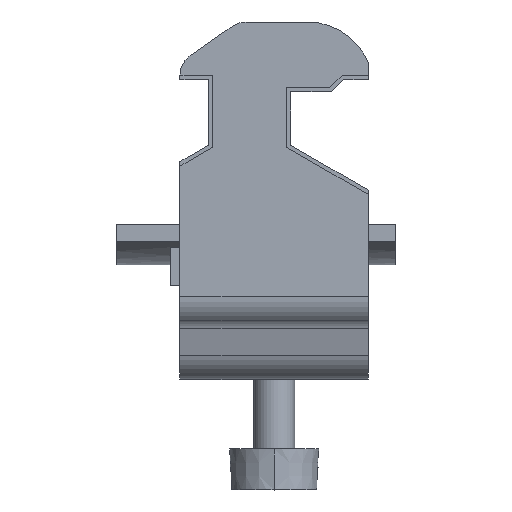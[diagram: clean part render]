
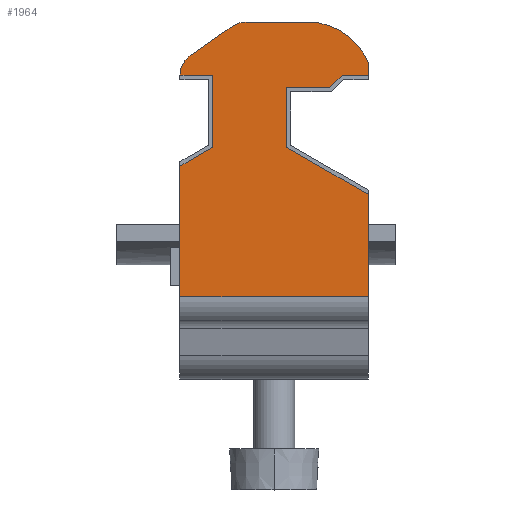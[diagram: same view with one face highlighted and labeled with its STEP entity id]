
A CAD part, top view. The second image highlights one B-rep face of the part: STEP entity #1964.
In plain terms, the highlighted planar face has unit normal (0, 0, 1).
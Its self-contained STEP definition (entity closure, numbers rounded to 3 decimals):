
#598=DIRECTION('',(0.,1.,0.));
#599=VECTOR('',#598,12.464);
#600=CARTESIAN_POINT('',(33.895,-34.418,-61.25));
#601=LINE('',#600,#599);
#884=CARTESIAN_POINT('',(13.895,-7.453,-61.25));
#885=DIRECTION('',(0.,0.,1.));
#886=DIRECTION('',(-0.574,0.819,0.));
#887=AXIS2_PLACEMENT_3D('',#884,#885,#886);
#889=DIRECTION('',(-0.819,-0.574,0.));
#890=VECTOR('',#889,6.21);
#891=CARTESIAN_POINT('',(17.261,-1.434,-61.25));
#892=LINE('',#891,#890);
#893=CARTESIAN_POINT('',(18.982,-3.891,-61.25));
#894=DIRECTION('',(0.,0.,1.));
#895=DIRECTION('',(0.,1.,0.));
#896=AXIS2_PLACEMENT_3D('',#893,#894,#895);
#898=CARTESIAN_POINT('',(26.479,-8.891,-61.25));
#899=DIRECTION('',(0.,0.,1.));
#900=DIRECTION('',(0.927,0.375,0.));
#901=AXIS2_PLACEMENT_3D('',#898,#899,#900);
#903=DIRECTION('',(0.707,0.707,0.));
#904=VECTOR('',#903,2.121);
#905=CARTESIAN_POINT('',(29.188,-8.891,-61.25));
#906=LINE('',#905,#904);
#907=DIRECTION('',(-1.,0.,0.));
#908=VECTOR('',#907,23.);
#909=CARTESIAN_POINT('',(33.895,-34.418,-61.25));
#910=LINE('',#909,#908);
#911=DIRECTION('',(0.,1.,0.));
#912=VECTOR('',#911,15.928);
#913=CARTESIAN_POINT('',(10.895,-34.418,-61.25));
#914=LINE('',#913,#912);
#954=DIRECTION('',(1.,0.,0.));
#955=VECTOR('',#954,3.999);
#956=CARTESIAN_POINT('',(10.896,-7.391,-61.25));
#957=LINE('',#956,#955);
#970=DIRECTION('',(0.,-1.,0.));
#971=VECTOR('',#970,8.789);
#972=CARTESIAN_POINT('',(14.895,-7.391,-61.25));
#973=LINE('',#972,#971);
#986=DIRECTION('',(-0.866,-0.5,0.));
#987=VECTOR('',#986,4.619);
#988=CARTESIAN_POINT('',(14.895,-16.18,-61.25));
#989=LINE('',#988,#987);
#1020=DIRECTION('',(-0.866,0.5,0.));
#1021=VECTOR('',#1020,11.547);
#1022=CARTESIAN_POINT('',(33.895,-21.953,
-61.25));
#1023=LINE('',#1022,#1021);
#1036=DIRECTION('',(0.,1.,0.));
#1037=VECTOR('',#1036,7.289);
#1038=CARTESIAN_POINT('',(23.895,-16.18,
-61.25));
#1039=LINE('',#1038,#1037);
#1048=DIRECTION('',(1.,0.,0.));
#1049=VECTOR('',#1048,5.293);
#1050=CARTESIAN_POINT('',(23.895,-8.891,
-61.25));
#1051=LINE('',#1050,#1049);
#1064=DIRECTION('',(-1.,0.,0.));
#1065=VECTOR('',#1064,3.207);
#1066=CARTESIAN_POINT('',(33.895,-7.391,
-61.25));
#1067=LINE('',#1066,#1065);
#1072=DIRECTION('',(0.,-1.,0.));
#1073=VECTOR('',#1072,1.5);
#1074=CARTESIAN_POINT('',(33.895,-5.891,
-61.25));
#1075=LINE('',#1074,#1073);
#1088=DIRECTION('',(1.,0.,0.));
#1089=VECTOR('',#1088,7.497);
#1090=CARTESIAN_POINT('',(18.982,-0.891,
-61.25));
#1091=LINE('',#1090,#1089);
#1112=CARTESIAN_POINT('',(10.896,-7.391,
-61.25));
#1114=VERTEX_POINT('',#1112);
#1129=CARTESIAN_POINT('',(10.895,-34.418,
-61.25));
#1131=VERTEX_POINT('',#1129);
#1132=CARTESIAN_POINT('',(33.895,-34.418,
-61.25));
#1133=VERTEX_POINT('',#1132);
#1136=CARTESIAN_POINT('',(17.261,-1.434,
-61.25));
#1137=CARTESIAN_POINT('',(12.175,-4.995,
-61.25));
#1138=VERTEX_POINT('',#1136);
#1139=VERTEX_POINT('',#1137);
#1140=CARTESIAN_POINT('',(18.982,-0.891,
-61.25));
#1141=VERTEX_POINT('',#1140);
#1142=CARTESIAN_POINT('',(26.479,-0.891,
-61.25));
#1143=VERTEX_POINT('',#1142);
#1144=CARTESIAN_POINT('',(33.895,-5.891,
-61.25));
#1145=VERTEX_POINT('',#1144);
#1246=CARTESIAN_POINT('',(33.895,-7.391,
-61.25));
#1247=CARTESIAN_POINT('',(30.688,-7.391,
-61.25));
#1248=VERTEX_POINT('',#1246);
#1249=VERTEX_POINT('',#1247);
#1250=CARTESIAN_POINT('',(29.188,-8.891,
-61.25));
#1251=VERTEX_POINT('',#1250);
#1252=CARTESIAN_POINT('',(14.895,-7.391,
-61.25));
#1253=VERTEX_POINT('',#1252);
#1254=CARTESIAN_POINT('',(14.895,-16.18,
-61.25));
#1255=VERTEX_POINT('',#1254);
#1256=CARTESIAN_POINT('',(10.895,-18.489,
-61.25));
#1257=VERTEX_POINT('',#1256);
#1258=CARTESIAN_POINT('',(33.895,-21.953,
-61.25));
#1259=CARTESIAN_POINT('',(23.895,-16.18,
-61.25));
#1260=VERTEX_POINT('',#1258);
#1261=VERTEX_POINT('',#1259);
#1262=CARTESIAN_POINT('',(23.895,-8.891,
-61.25));
#1263=VERTEX_POINT('',#1262);
#1926=CARTESIAN_POINT('',(33.895,-28.163,
-61.25));
#1927=DIRECTION('',(0.,0.,-1.));
#1928=DIRECTION('',(0.,1.,0.));
#1929=AXIS2_PLACEMENT_3D('',#1926,#1927,#1928);
#1930=PLANE('',#1929);
#1932=ORIENTED_EDGE('',*,*,#1931,.F.);
#1934=ORIENTED_EDGE('',*,*,#1933,.F.);
#1936=ORIENTED_EDGE('',*,*,#1935,.F.);
#1938=ORIENTED_EDGE('',*,*,#1937,.T.);
#1940=ORIENTED_EDGE('',*,*,#1939,.F.);
#1942=ORIENTED_EDGE('',*,*,#1941,.T.);
#1944=ORIENTED_EDGE('',*,*,#1943,.T.);
#1946=ORIENTED_EDGE('',*,*,#1945,.F.);
#1948=ORIENTED_EDGE('',*,*,#1947,.F.);
#1950=ORIENTED_EDGE('',*,*,#1949,.F.);
#1952=ORIENTED_EDGE('',*,*,#1951,.F.);
#1953=ORIENTED_EDGE('',*,*,#1477,.F.);
#1954=ORIENTED_EDGE('',*,*,#1919,.T.);
#1955=ORIENTED_EDGE('',*,*,#1359,.T.);
#1957=ORIENTED_EDGE('',*,*,#1956,.F.);
#1959=ORIENTED_EDGE('',*,*,#1958,.F.);
#1961=ORIENTED_EDGE('',*,*,#1960,.F.);
#1962=EDGE_LOOP('',(#1932,#1934,#1936,#1938,#1940,#1942,#1944,#1946,#1948,#1950,
#1952,#1953,#1954,#1955,#1957,#1959,#1961));
#1963=FACE_OUTER_BOUND('',#1962,.F.);
#1964=ADVANCED_FACE('',(#1963),#1930,.F.);
#888=CIRCLE('',#887,3.);
#897=CIRCLE('',#896,3.);
#902=CIRCLE('',#901,8.);
#1359=EDGE_CURVE('',#1131,#1257,#914,.T.);
#1477=EDGE_CURVE('',#1133,#1260,#601,.T.);
#1919=EDGE_CURVE('',#1133,#1131,#910,.T.);
#1931=EDGE_CURVE('',#1139,#1114,#888,.T.);
#1933=EDGE_CURVE('',#1138,#1139,#892,.T.);
#1935=EDGE_CURVE('',#1141,#1138,#897,.T.);
#1937=EDGE_CURVE('',#1141,#1143,#1091,.T.);
#1939=EDGE_CURVE('',#1145,#1143,#902,.T.);
#1941=EDGE_CURVE('',#1145,#1248,#1075,.T.);
#1943=EDGE_CURVE('',#1248,#1249,#1067,.T.);
#1945=EDGE_CURVE('',#1251,#1249,#906,.T.);
#1947=EDGE_CURVE('',#1263,#1251,#1051,.T.);
#1949=EDGE_CURVE('',#1261,#1263,#1039,.T.);
#1951=EDGE_CURVE('',#1260,#1261,#1023,.T.);
#1956=EDGE_CURVE('',#1255,#1257,#989,.T.);
#1958=EDGE_CURVE('',#1253,#1255,#973,.T.);
#1960=EDGE_CURVE('',#1114,#1253,#957,.T.);
